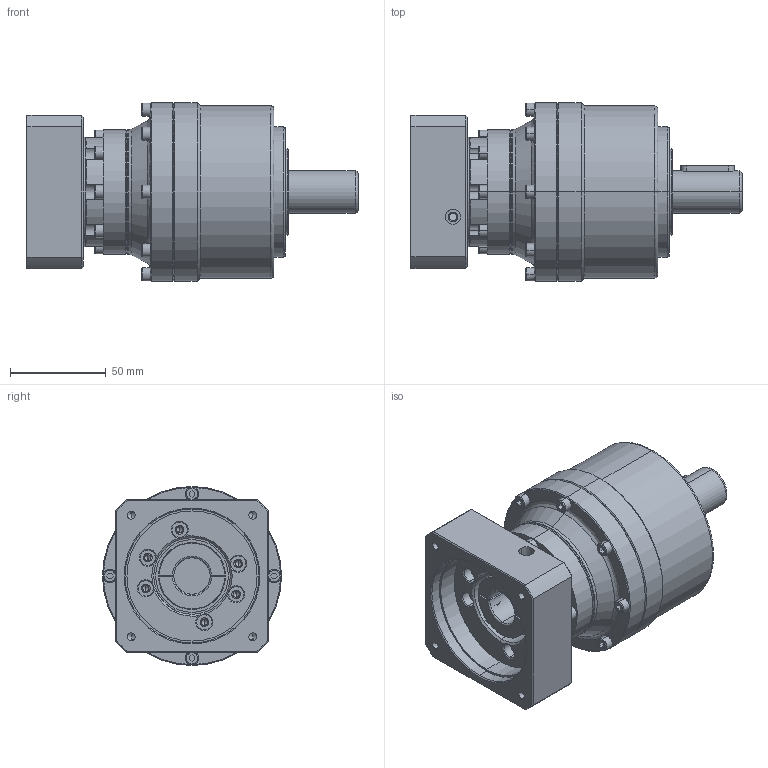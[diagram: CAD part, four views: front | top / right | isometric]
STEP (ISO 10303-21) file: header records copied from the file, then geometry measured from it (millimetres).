
FILE_DESCRIPTION (( 'STEP AP214' ), '1' );
FILE_NAME ('PE090-L2-19-70-90-M5-M6.STEP', '2024-01-06T03:42:14', ( 'admin' ), ( '' ), 'SwSTEP 2.0', 'SolidWorks 2013', '' );
FILE_SCHEMA (( 'AUTOMOTIVE_DESIGN' ));
Length unit declared in the file: millimetre
Products named in the file (4): PE090-L2-19-70-90-M5-M6; PB090-L2_X2_58F34F537AEF_X0_-19; PB060-70-90M5_X2_6CD55170_X0_; PE090_X2_8F9351FA7AEF_X0_
Assembly tree (3 placements, depth 2):
  PE090-L2-19-70-90-M5-M6
    PB090-L2_X2_58F34F537AEF_X0_-19
    PB060-70-90M5_X2_6CD55170_X0_
    PE090_X2_8F9351FA7AEF_X0_
Bounding box: 173.5 x 93.5 x 93.5 mm (x, y, z)
Volume: 680305.3 mm3; surface area: 94813.7 mm2
Topology: 3 solids, 3 shells, 610 faces, 1490 edges, 893 vertices
Faces by surface type: cylinder 215, plane 196, cone 152, bspline 47
Entity records: 25768 total; most frequent: CARTESIAN_POINT 4845, DIRECTION 3045, ORIENTED_EDGE 2856, EDGE_CURVE 1428, AXIS2_PLACEMENT_3D 1179, VERTEX_POINT 893, EDGE_LOOP 709, LINE 687
